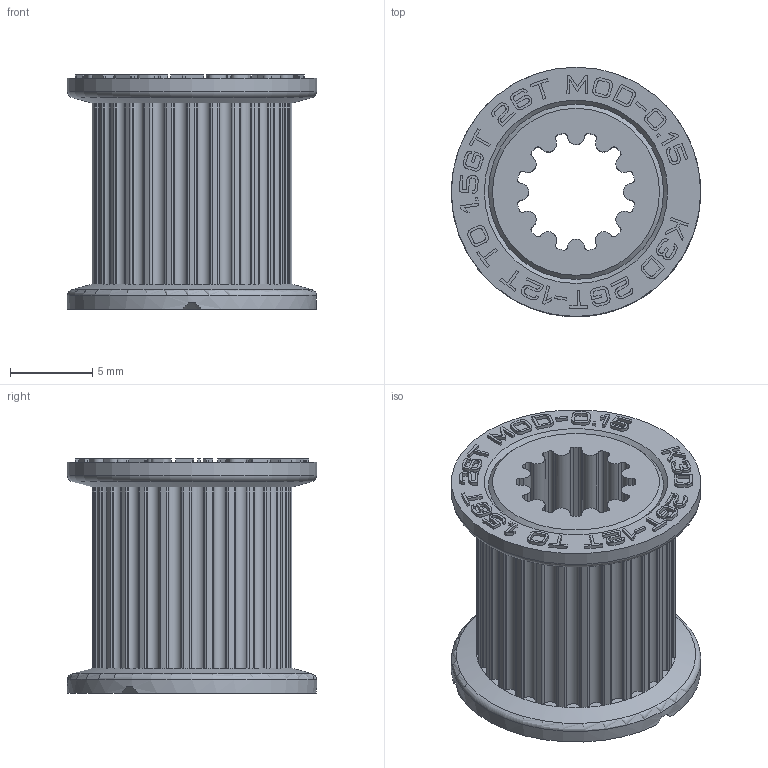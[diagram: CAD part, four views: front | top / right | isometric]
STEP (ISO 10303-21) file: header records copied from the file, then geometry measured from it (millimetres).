
FILE_DESCRIPTION(/* description */ ('CAx-IF Rec.Pracs.---Representation and Presentation of Product Manufacturing Information (PMI)---4.0---2014-10-13','CAx-IF Rec.Pracs.---3D Tessellated Geometry---0.4---2014-09-14','2;1'),/* implementation_level */ '2;1');
FILE_NAME(/* name */ 'K3D_2GT-12t_to_1.5GT-27t_MOD-0.15',/* time_stamp */ '2025-12-14T00:06:22+03:00',/* author */ (''),/* organization */ (''),/* preprocessor_version */ 'ST-DEVELOPER v20',/* originating_system */ 'SIEMENS PLM Software NX2506.6002',/* authorisation */ $);
FILE_SCHEMA (('AP242_MANAGED_MODEL_BASED_3D_ENGINEERING_MIM_LF { 1 0 10303 442 3 1 4 }'));
Length unit declared in the file: millimetre
Products named in the file (1): K3D_2GT-12t_to_1.5GT-27t_MOD-0.15
Bounding box: 15.13 x 15.13 x 14.2 mm (x, y, z)
Volume: 1226.9 mm3; surface area: 1515.3 mm2
Topology: 1 solids, 1 shells, 531 faces, 1372 edges, 877 vertices
Faces by surface type: plane 249, cylinder 236, bspline 39, cone 5, torus 2
Full cylindrical faces by diameter (mm): 15.131 x2
Entity records: 17531 total; most frequent: CARTESIAN_POINT 5200, ORIENTED_EDGE 2706, DIRECTION 2389, EDGE_CURVE 1353, AXIS2_PLACEMENT_3D 981, VERTEX_POINT 872, EDGE_LOOP 581, FACE_BOUND 581
